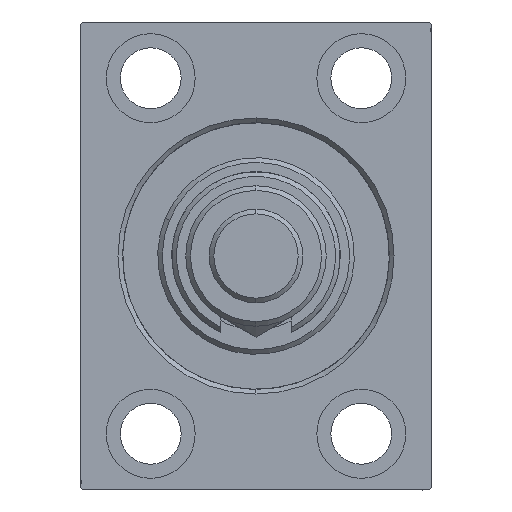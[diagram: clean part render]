
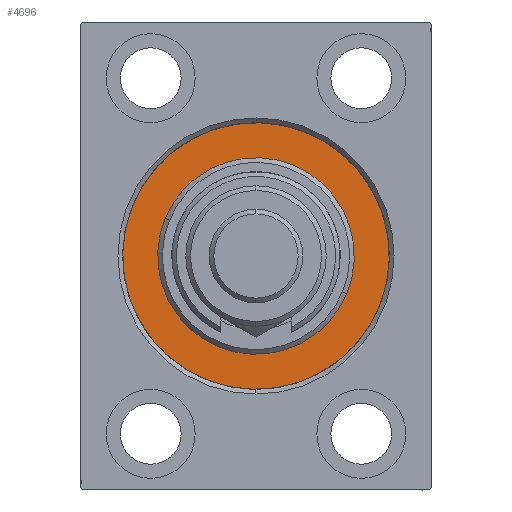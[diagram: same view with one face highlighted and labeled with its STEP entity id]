
A CAD part, left-side view. The second image highlights one B-rep face of the part: STEP entity #4696.
In plain terms, the highlighted face is planar.
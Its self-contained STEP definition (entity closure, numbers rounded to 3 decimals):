
#108 = DIRECTION ( 'NONE',  ( 0., 0., -1. ) ) ;
#501 = DIRECTION ( 'NONE',  ( 0., 0., 1. ) ) ;
#1603 = AXIS2_PLACEMENT_3D ( 'NONE', #21322, #11091, #3292 ) ;
#2246 = DIRECTION ( 'NONE',  ( 0., 0., -1. ) ) ;
#2331 = EDGE_LOOP ( 'NONE', ( #46960, #44905 ) ) ;
#3292 = DIRECTION ( 'NONE',  ( 0., 0., 1. ) ) ;
#4696 = ADVANCED_FACE ( 'NONE', ( #22090, #14967 ), #40154, .F. ) ;
#5364 = DIRECTION ( 'NONE',  ( -1., 0., 0. ) ) ;
#5749 = CARTESIAN_POINT ( 'NONE',  ( 0., 0., 28.5 ) ) ;
#6986 = DIRECTION ( 'NONE',  ( 1., 0., 0. ) ) ;
#8149 = AXIS2_PLACEMENT_3D ( 'NONE', #44564, #5364, #26745 ) ;
#11091 = DIRECTION ( 'NONE',  ( -1., 0., 0. ) ) ;
#14099 = CARTESIAN_POINT ( 'NONE',  ( 0., 0., 0. ) ) ;
#14967 = FACE_OUTER_BOUND ( 'NONE', #2331, .T. ) ;
#16393 = EDGE_CURVE ( 'NONE', #43105, #40601, #41911, .T. ) ;
#16418 = CARTESIAN_POINT ( 'NONE',  ( 0., 0., -21. ) ) ;
#18250 = CIRCLE ( 'NONE', #1603, 28.5 ) ;
#18556 = EDGE_LOOP ( 'NONE', ( #30759, #18913 ) ) ;
#18913 = ORIENTED_EDGE ( 'NONE', *, *, #16393, .F. ) ;
#19792 = CARTESIAN_POINT ( 'NONE',  ( 0., 0., -28.5 ) ) ;
#21322 = CARTESIAN_POINT ( 'NONE',  ( 0., 0., 0. ) ) ;
#22090 = FACE_BOUND ( 'NONE', #18556, .T. ) ;
#22883 = AXIS2_PLACEMENT_3D ( 'NONE', #35229, #34997, #2246 ) ;
#23708 = AXIS2_PLACEMENT_3D ( 'NONE', #14099, #6986, #108 ) ;
#25774 = AXIS2_PLACEMENT_3D ( 'NONE', #36583, #37056, #501 ) ;
#26745 = DIRECTION ( 'NONE',  ( 0., 0., 1. ) ) ;
#26796 = CARTESIAN_POINT ( 'NONE',  ( 0., 0., 21. ) ) ;
#29164 = EDGE_CURVE ( 'NONE', #40182, #45660, #45287, .T. ) ;
#30759 = ORIENTED_EDGE ( 'NONE', *, *, #44977, .F. ) ;
#34997 = DIRECTION ( 'NONE',  ( 1., 0., 0. ) ) ;
#35229 = CARTESIAN_POINT ( 'NONE',  ( 0., 0., 0. ) ) ;
#36583 = CARTESIAN_POINT ( 'NONE',  ( 0., 0., 0. ) ) ;
#37056 = DIRECTION ( 'NONE',  ( -1., 0., 0. ) ) ;
#40154 = PLANE ( 'NONE',  #25774 ) ;
#40182 = VERTEX_POINT ( 'NONE', #5749 ) ;
#40601 = VERTEX_POINT ( 'NONE', #26796 ) ;
#41911 = CIRCLE ( 'NONE', #23708, 21. ) ;
#42754 = EDGE_CURVE ( 'NONE', #45660, #40182, #18250, .T. ) ;
#43105 = VERTEX_POINT ( 'NONE', #16418 ) ;
#43356 = CIRCLE ( 'NONE', #22883, 21. ) ;
#44564 = CARTESIAN_POINT ( 'NONE',  ( 0., 0., 0. ) ) ;
#44905 = ORIENTED_EDGE ( 'NONE', *, *, #29164, .F. ) ;
#44977 = EDGE_CURVE ( 'NONE', #40601, #43105, #43356, .T. ) ;
#45287 = CIRCLE ( 'NONE', #8149, 28.5 ) ;
#45660 = VERTEX_POINT ( 'NONE', #19792 ) ;
#46960 = ORIENTED_EDGE ( 'NONE', *, *, #42754, .F. ) ;
